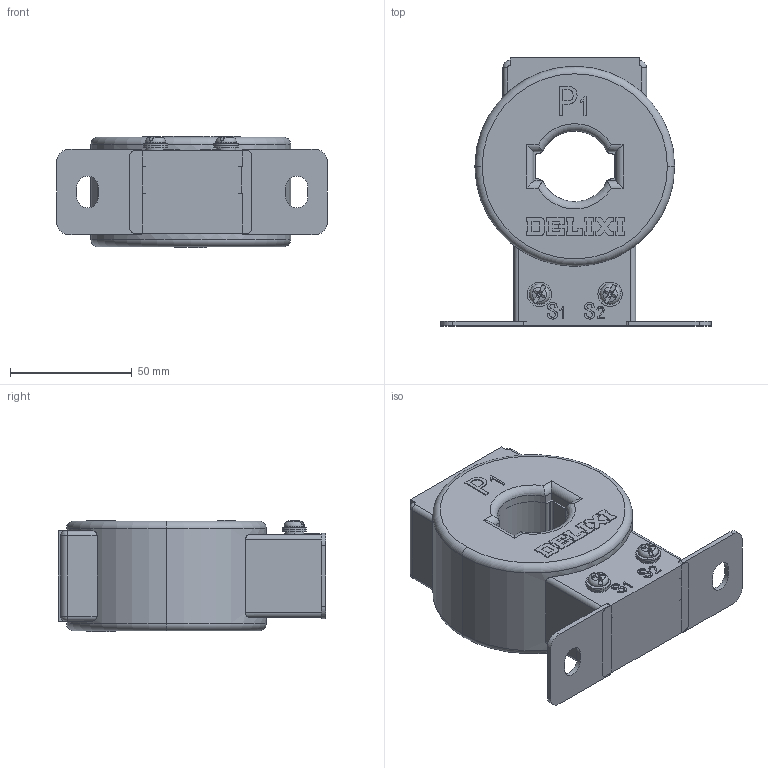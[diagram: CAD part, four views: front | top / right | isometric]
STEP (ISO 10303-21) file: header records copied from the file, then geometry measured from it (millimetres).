
FILE_DESCRIPTION (( 'STEP AP203' ), '1' );
FILE_NAME ('30型0.5级150-200.STEP', '2025-03-14T11:51:25', ( '微软用户' ), ( '微软中国' ), 'SwSTEP 2.0', 'SolidWorks 2019', '' );
FILE_SCHEMA (( 'CONFIG_CONTROL_DESIGN' ));
Length unit declared in the file: millimetre
Products named in the file (6): 30倰0.5撰150-200; 諉盄蹟佪3; 盓殤0.5; 0.5撰150-200; 垫圈; 杶郋2
Assembly tree (9 placements, depth 2):
  30倰0.5撰150-200
    0.5撰150-200
    盓殤0.5
    杶郋2
    垫圈  x4
    諉盄蹟佪3  x2
Bounding box: 111 x 110 x 45.8 mm (x, y, z)
Volume: 278755.7 mm3; surface area: 46201.5 mm2
Topology: 9 solids, 9 shells, 449 faces, 1162 edges, 752 vertices
Faces by surface type: plane 257, cylinder 98, bspline 50, torus 24, cone 12, sphere 8
Entity records: 15682 total; most frequent: CARTESIAN_POINT 5532, ORIENTED_EDGE 2040, DIRECTION 1806, EDGE_CURVE 1020, LINE 688, VECTOR 688, VERTEX_POINT 665, AXIS2_PLACEMENT_3D 559
